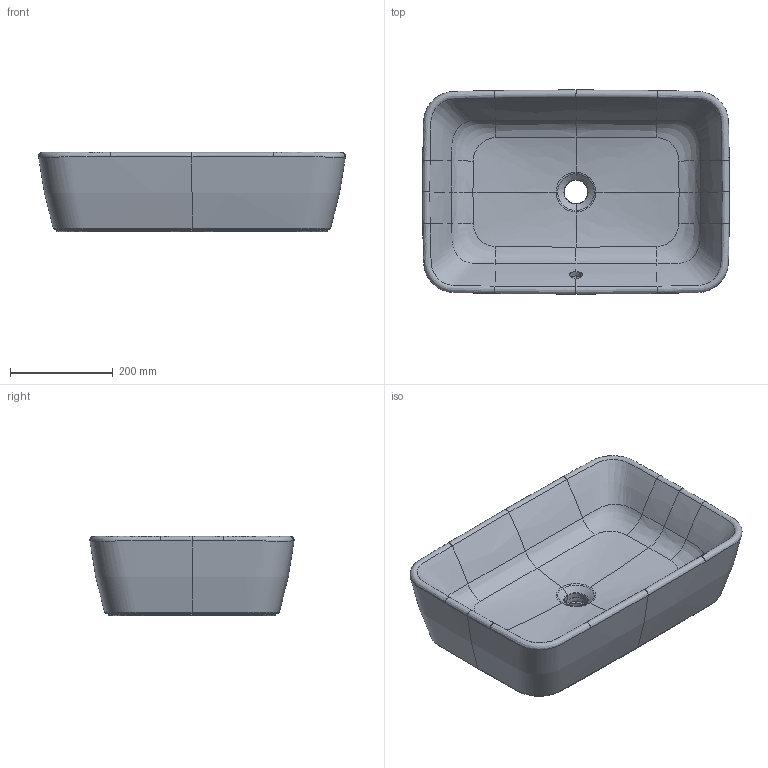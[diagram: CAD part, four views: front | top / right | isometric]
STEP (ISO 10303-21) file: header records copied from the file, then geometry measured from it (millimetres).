
FILE_DESCRIPTION(/* description */ (''),/* implementation_level */ '2;1');
FILE_NAME(/* name */ '5A2760_5A2761.stp',/* time_stamp */ '2020-07-14T10:45:45+02:00',/* author */ (''),/* organization */ (''),/* preprocessor_version */ 'ST-DEVELOPER v16.7',/* originating_system */ 'SIEMENS PLM Software NX 1863',/* authorisation */ '');
FILE_SCHEMA (('AUTOMOTIVE_DESIGN { 1 0 10303 214 3 1 1 1 }'));
Products named in the file (1): koeb16EC48C9gawz
Bounding box: 598.13 x 398.12 x 155 mm (x, y, z)
Volume: 6769051 mm3; surface area: 1319539.7 mm2
Topology: 1 solids, 1 shells, 666 faces, 1628 edges, 909 vertices
Faces by surface type: bspline 604, sphere 28, plane 18, cone 7, torus 5, cylinder 4
Entity records: 86165 total; most frequent: CARTESIAN_POINT 75616, ORIENTED_EDGE 3148, EDGE_CURVE 1574, B_SPLINE_CURVE_WITH_KNOTS 1206, VERTEX_POINT 907, DIRECTION 735, EDGE_LOOP 671, ADVANCED_FACE 664
